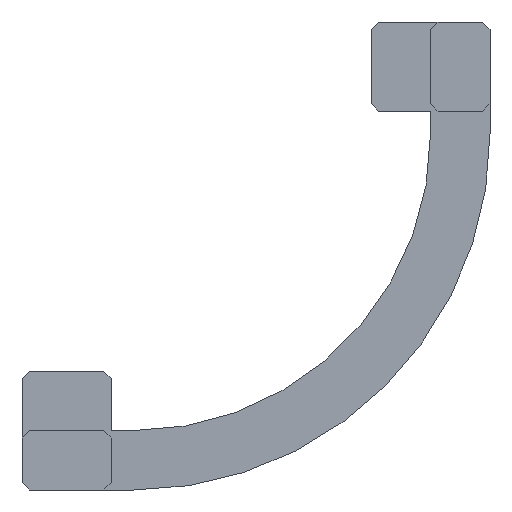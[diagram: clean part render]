
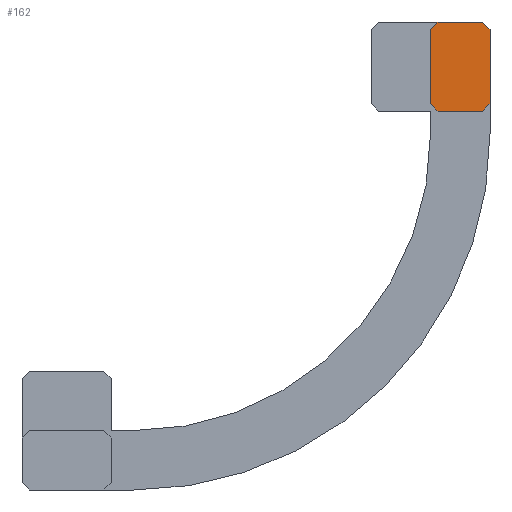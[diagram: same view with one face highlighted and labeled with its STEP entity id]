
A CAD part, front view. The second image highlights one B-rep face of the part: STEP entity #162.
In plain terms, the highlighted planar face has unit normal (0, -1, 0).
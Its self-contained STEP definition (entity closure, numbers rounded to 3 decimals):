
#6 = PLANE ( 'NONE',  #293 ) ;
#19 = DIRECTION ( 'NONE',  ( -1., 0., 0. ) ) ;
#26 = CARTESIAN_POINT ( 'NONE',  ( 47., -1.4, 15. ) ) ;
#54 = EDGE_CURVE ( 'NONE', #273, #202, #468, .T. ) ;
#57 = CARTESIAN_POINT ( 'NONE',  ( 47., -1.4, 15. ) ) ;
#72 = VECTOR ( 'NONE', #634, 1000. ) ;
#117 = CARTESIAN_POINT ( 'NONE',  ( 47., -1.4, 3. ) ) ;
#122 = CARTESIAN_POINT ( 'NONE',  ( 48., -1.4, 4. ) ) ;
#133 = LINE ( 'NONE', #57, #72 ) ;
#161 = VERTEX_POINT ( 'NONE', #1064 ) ;
#162 = ADVANCED_FACE ( 'NONE', ( #733 ), #6, .F. ) ;
#175 = EDGE_CURVE ( 'NONE', #198, #503, #576, .T. ) ;
#189 = DIRECTION ( 'NONE',  ( 0.707, 0., 0.707 ) ) ;
#198 = VERTEX_POINT ( 'NONE', #210 ) ;
#202 = VERTEX_POINT ( 'NONE', #1002 ) ;
#203 = LINE ( 'NONE', #928, #809 ) ;
#205 = EDGE_CURVE ( 'NONE', #596, #548, #282, .T. ) ;
#208 = CARTESIAN_POINT ( 'NONE',  ( 48., -1.4, 4. ) ) ;
#210 = CARTESIAN_POINT ( 'NONE',  ( 40., -1.4, 4. ) ) ;
#219 = LINE ( 'NONE', #1040, #1059 ) ;
#222 = ORIENTED_EDGE ( 'NONE', *, *, #175, .T. ) ;
#244 = ORIENTED_EDGE ( 'NONE', *, *, #294, .T. ) ;
#249 = DIRECTION ( 'NONE',  ( 0., 0., 1. ) ) ;
#257 = VECTOR ( 'NONE', #274, 1000. ) ;
#273 = VERTEX_POINT ( 'NONE', #26 ) ;
#274 = DIRECTION ( 'NONE',  ( -0.707, 0., -0.707 ) ) ;
#276 = LINE ( 'NONE', #938, #1023 ) ;
#282 = LINE ( 'NONE', #122, #811 ) ;
#293 = AXIS2_PLACEMENT_3D ( 'NONE', #331, #655, #249 ) ;
#294 = EDGE_CURVE ( 'NONE', #161, #198, #276, .T. ) ;
#306 = DIRECTION ( 'NONE',  ( 1., 0., 0. ) ) ;
#331 = CARTESIAN_POINT ( 'NONE',  ( 0., -1.4, 0. ) ) ;
#367 = ORIENTED_EDGE ( 'NONE', *, *, #54, .T. ) ;
#372 = EDGE_CURVE ( 'NONE', #503, #596, #219, .T. ) ;
#468 = LINE ( 'NONE', #798, #477 ) ;
#477 = VECTOR ( 'NONE', #19, 1000. ) ;
#503 = VERTEX_POINT ( 'NONE', #984 ) ;
#527 = DIRECTION ( 'NONE',  ( 0., 0., -1. ) ) ;
#537 = VERTEX_POINT ( 'NONE', #820 ) ;
#548 = VERTEX_POINT ( 'NONE', #208 ) ;
#576 = LINE ( 'NONE', #902, #617 ) ;
#583 = EDGE_CURVE ( 'NONE', #202, #161, #760, .T. ) ;
#596 = VERTEX_POINT ( 'NONE', #117 ) ;
#611 = EDGE_CURVE ( 'NONE', #548, #537, #203, .T. ) ;
#612 = ORIENTED_EDGE ( 'NONE', *, *, #611, .T. ) ;
#617 = VECTOR ( 'NONE', #661, 1000. ) ;
#633 = ORIENTED_EDGE ( 'NONE', *, *, #205, .T. ) ;
#634 = DIRECTION ( 'NONE',  ( -0.707, 0., 0.707 ) ) ;
#655 = DIRECTION ( 'NONE',  ( 0., 1., 0. ) ) ;
#661 = DIRECTION ( 'NONE',  ( 0.707, 0., -0.707 ) ) ;
#665 = ORIENTED_EDGE ( 'NONE', *, *, #734, .T. ) ;
#733 = FACE_OUTER_BOUND ( 'NONE', #835, .T. ) ;
#734 = EDGE_CURVE ( 'NONE', #537, #273, #133, .T. ) ;
#760 = LINE ( 'NONE', #1006, #257 ) ;
#766 = DIRECTION ( 'NONE',  ( 0., 0., 1. ) ) ;
#798 = CARTESIAN_POINT ( 'NONE',  ( 40., -1.4, 15. ) ) ;
#809 = VECTOR ( 'NONE', #766, 1000. ) ;
#811 = VECTOR ( 'NONE', #189, 1000. ) ;
#820 = CARTESIAN_POINT ( 'NONE',  ( 48., -1.4, 14. ) ) ;
#835 = EDGE_LOOP ( 'NONE', ( #989, #633, #612, #665, #367, #873, #244, #222 ) ) ;
#873 = ORIENTED_EDGE ( 'NONE', *, *, #583, .T. ) ;
#902 = CARTESIAN_POINT ( 'NONE',  ( 41., -1.4, 3. ) ) ;
#928 = CARTESIAN_POINT ( 'NONE',  ( 48., -1.4, 3. ) ) ;
#938 = CARTESIAN_POINT ( 'NONE',  ( 40., -1.4, 3. ) ) ;
#984 = CARTESIAN_POINT ( 'NONE',  ( 41., -1.4, 3. ) ) ;
#989 = ORIENTED_EDGE ( 'NONE', *, *, #372, .T. ) ;
#1002 = CARTESIAN_POINT ( 'NONE',  ( 41., -1.4, 15. ) ) ;
#1006 = CARTESIAN_POINT ( 'NONE',  ( 40., -1.4, 14. ) ) ;
#1023 = VECTOR ( 'NONE', #527, 1000. ) ;
#1040 = CARTESIAN_POINT ( 'NONE',  ( 40., -1.4, 3. ) ) ;
#1059 = VECTOR ( 'NONE', #306, 1000. ) ;
#1064 = CARTESIAN_POINT ( 'NONE',  ( 40., -1.4, 14. ) ) ;
